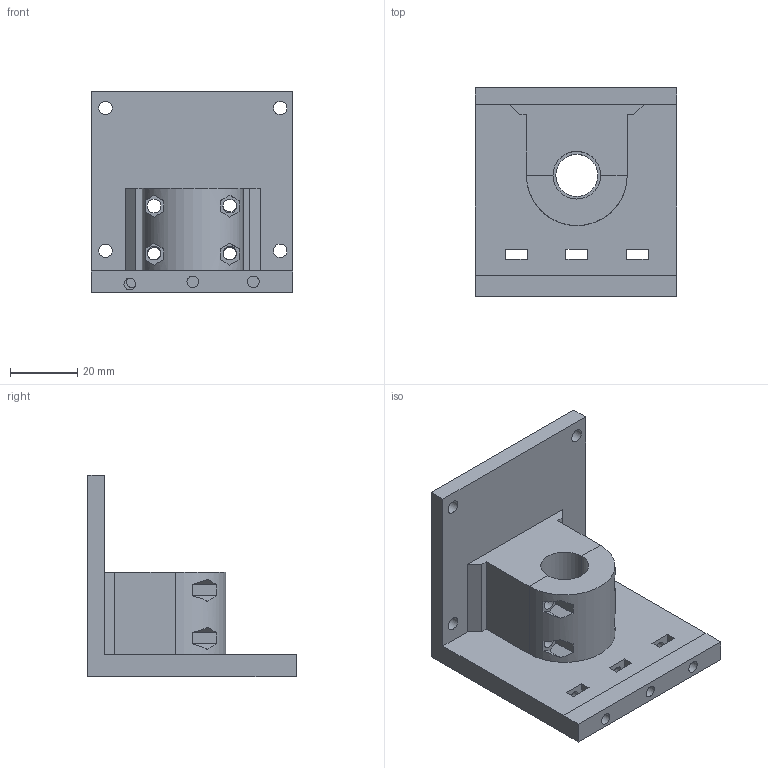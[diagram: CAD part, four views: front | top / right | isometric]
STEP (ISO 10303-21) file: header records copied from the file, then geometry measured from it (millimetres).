
FILE_DESCRIPTION(/* description */ (''),/* implementation_level */ '2;1');
FILE_NAME(/* name */ '',/* time_stamp */ '2026-02-06T17:15:26+03:00',/* author */ ('katya_notebook'),/* organization */ (''),/* preprocessor_version */ 'ST-DEVELOPER v20',/* originating_system */ 'Autodesk Inventor 2024',/* authorisation */ '');
FILE_SCHEMA (('AUTOMOTIVE_DESIGN { 1 0 10303 214 3 1 1 }'));
Length unit declared in the file: millimetre
Products named in the file (3): сборка полностью 
свободной шестерни; крепление свободной 
шестерни; верх штуки для 
подшипников
Assembly tree (2 placements, depth 2):
  сборка полностью 
свободной шестерни
    крепление свободной 
шестерни
    верх штуки для 
подшипников
Bounding box: 60 x 62 x 60 mm (x, y, z)
Volume: 57397.6 mm3; surface area: 22215.2 mm2
Topology: 2 solids, 2 shells, 89 faces, 232 edges, 154 vertices
Faces by surface type: plane 66, cylinder 19, bspline 4
Full cylindrical faces by diameter (mm): 3.5 x7, 4 x4, 4.05 x4, 12.5 x1
Entity records: 3535 total; most frequent: CARTESIAN_POINT 1096, ORIENTED_EDGE 464, DIRECTION 463, EDGE_CURVE 232, LINE 165, VECTOR 165, VERTEX_POINT 154, AXIS2_PLACEMENT_3D 149
